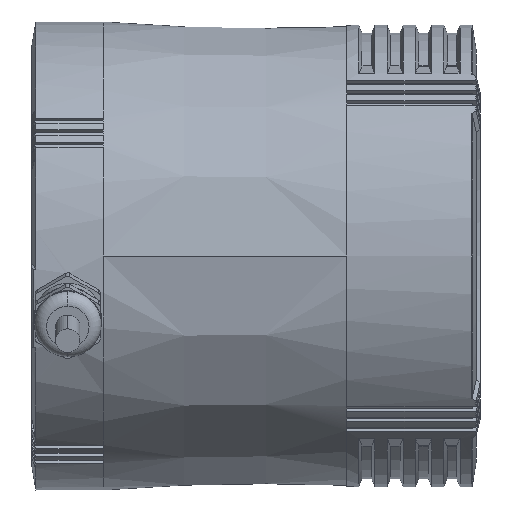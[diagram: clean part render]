
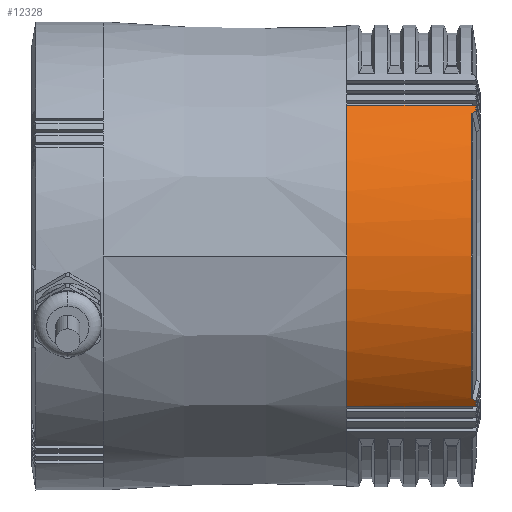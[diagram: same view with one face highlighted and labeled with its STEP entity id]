
A CAD part, left-side view. The second image highlights one B-rep face of the part: STEP entity #12328.
In plain terms, the highlighted cylindrical face has radius 57 mm (diameter 114 mm), a partial arc.
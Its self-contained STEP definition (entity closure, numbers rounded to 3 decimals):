
#388=CARTESIAN_POINT('',(0.,0.,-45.));
#389=DIRECTION('',(0.,0.,-1.));
#390=DIRECTION('',(0.758,0.652,0.));
#391=AXIS2_PLACEMENT_3D('',#388,#389,#390);
#393=CARTESIAN_POINT('',(0.,0.,-45.));
#394=DIRECTION('',(0.,0.,-1.));
#395=DIRECTION('',(1.,0.,0.));
#396=AXIS2_PLACEMENT_3D('',#393,#394,#395);
#3727=CARTESIAN_POINT('',(0.,0.,-76.829));
#3728=DIRECTION('',(0.,0.,1.));
#3729=DIRECTION('',(0.758,-0.652,0.));
#3730=AXIS2_PLACEMENT_3D('',#3727,#3728,#3729);
#3747=CARTESIAN_POINT('',(44.902,-35.111,
-75.829));
#3748=CARTESIAN_POINT('',(44.902,-35.111,
-75.887));
#3749=CARTESIAN_POINT('',(44.903,-35.11,
-75.945));
#3750=CARTESIAN_POINT('',(44.903,-35.11,
-76.002));
#3752=CARTESIAN_POINT('',(44.903,-35.11,
-76.002));
#3753=CARTESIAN_POINT('',(44.847,-35.182,
-76.093));
#3754=CARTESIAN_POINT('',(44.735,-35.324,
-76.277));
#3755=CARTESIAN_POINT('',(44.565,-35.539,
-76.554));
#3756=CARTESIAN_POINT('',(44.45,-35.682,
-76.737));
#3757=CARTESIAN_POINT('',(44.392,-35.754,
-76.829));
#3759=DIRECTION('',(0.,0.,1.));
#3760=VECTOR('',#3759,31.829);
#3761=CARTESIAN_POINT('',(43.198,-37.188,
-76.829));
#3762=LINE('',#3761,#3760);
#3763=DIRECTION('',(0.,0.,-1.));
#3764=VECTOR('',#3763,31.829);
#3765=CARTESIAN_POINT('',(43.198,37.188,-45.));
#3766=LINE('',#3765,#3764);
#3767=CARTESIAN_POINT('',(44.392,35.754,-76.829));
#3768=CARTESIAN_POINT('',(44.449,35.683,-76.738));
#3769=CARTESIAN_POINT('',(44.563,35.541,-76.555));
#3770=CARTESIAN_POINT('',(44.734,35.326,-76.279));
#3771=CARTESIAN_POINT('',(44.846,35.182,-76.094));
#3772=CARTESIAN_POINT('',(44.903,35.11,-76.002));
#3786=CARTESIAN_POINT('',(0.,0.,
-75.829));
#3787=DIRECTION('',(0.,0.,1.));
#3788=DIRECTION('',(0.788,-0.616,0.));
#3789=AXIS2_PLACEMENT_3D('',#3786,#3787,#3788);
#3791=CARTESIAN_POINT('',(0.,0.,
-75.829));
#3792=DIRECTION('',(0.,0.,1.));
#3793=DIRECTION('',(1.,0.,0.));
#3794=AXIS2_PLACEMENT_3D('',#3791,#3792,#3793);
#3831=CARTESIAN_POINT('',(44.903,35.111,-75.829));
#3832=CARTESIAN_POINT('',(44.903,35.111,-75.849));
#3833=CARTESIAN_POINT('',(44.902,35.111,-75.887));
#3834=CARTESIAN_POINT('',(44.901,35.111,-75.944));
#3835=CARTESIAN_POINT('',(44.903,35.11,-75.983));
#3836=CARTESIAN_POINT('',(44.903,35.11,-76.002));
#3858=CARTESIAN_POINT('',(0.,0.,-76.829));
#3859=DIRECTION('',(0.,0.,1.));
#3860=DIRECTION('',(0.779,0.627,0.));
#3861=AXIS2_PLACEMENT_3D('',#3858,#3859,#3860);
#6747=CARTESIAN_POINT('',(43.198,37.188,-45.));
#6748=VERTEX_POINT('',#6747);
#6749=CARTESIAN_POINT('',(57.,0.,-45.));
#6750=VERTEX_POINT('',#6749);
#6751=CARTESIAN_POINT('',(43.198,-37.188,-45.));
#6752=VERTEX_POINT('',#6751);
#7671=CARTESIAN_POINT('',(43.198,-37.188,
-76.829));
#7672=VERTEX_POINT('',#7671);
#7675=CARTESIAN_POINT('',(44.903,-35.11,
-75.829));
#7676=CARTESIAN_POINT('',(57.,0.,
-75.829));
#7677=VERTEX_POINT('',#7675);
#7678=VERTEX_POINT('',#7676);
#7679=CARTESIAN_POINT('',(44.903,35.11,-75.829));
#7680=VERTEX_POINT('',#7679);
#7681=VERTEX_POINT('',#3750);
#7682=VERTEX_POINT('',#3757);
#7683=CARTESIAN_POINT('',(43.198,37.188,-76.829));
#7684=VERTEX_POINT('',#7683);
#7685=CARTESIAN_POINT('',(44.392,35.754,-76.829));
#7686=VERTEX_POINT('',#7685);
#7687=VERTEX_POINT('',#3772);
#12302=CARTESIAN_POINT('',(0.,0.,-79.85));
#12303=DIRECTION('',(0.,0.,1.));
#12304=DIRECTION('',(-1.,0.,0.));
#12305=AXIS2_PLACEMENT_3D('',#12302,#12303,#12304);
#12306=CYLINDRICAL_SURFACE('',#12305,57.);
#12308=ORIENTED_EDGE('',*,*,#12307,.F.);
#12310=ORIENTED_EDGE('',*,*,#12309,.F.);
#12312=ORIENTED_EDGE('',*,*,#12311,.T.);
#12313=ORIENTED_EDGE('',*,*,#12289,.T.);
#12314=ORIENTED_EDGE('',*,*,#12267,.F.);
#12315=ORIENTED_EDGE('',*,*,#8667,.T.);
#12316=ORIENTED_EDGE('',*,*,#8696,.F.);
#12317=ORIENTED_EDGE('',*,*,#8694,.F.);
#12319=ORIENTED_EDGE('',*,*,#12318,.T.);
#12321=ORIENTED_EDGE('',*,*,#12320,.F.);
#12323=ORIENTED_EDGE('',*,*,#12322,.T.);
#12325=ORIENTED_EDGE('',*,*,#12324,.F.);
#12326=EDGE_LOOP('',(#12308,#12310,#12312,#12313,#12314,#12315,#12316,#12317,
#12319,#12321,#12323,#12325));
#12327=FACE_OUTER_BOUND('',#12326,.F.);
#12328=ADVANCED_FACE('',(#12327),#12306,.T.);
#392=CIRCLE('',#391,57.);
#397=CIRCLE('',#396,57.);
#3731=CIRCLE('',#3730,57.);
#3751=B_SPLINE_CURVE_WITH_KNOTS('',3,(#3747,#3748,#3749,#3750),.UNSPECIFIED.,
.F.,.F.,(4,4),(0.,1.),.UNSPECIFIED.);
#3758=B_SPLINE_CURVE_WITH_KNOTS('',3,(#3752,#3753,#3754,#3755,#3756,#3757),
.UNSPECIFIED.,.F.,.F.,(4,1,1,4),(0.,0.333,0.667,1.),
.UNSPECIFIED.);
#3773=B_SPLINE_CURVE_WITH_KNOTS('',3,(#3767,#3768,#3769,#3770,#3771,#3772),
.UNSPECIFIED.,.F.,.F.,(4,1,1,4),(0.,0.333,0.667,1.),
.UNSPECIFIED.);
#3790=CIRCLE('',#3789,57.);
#3795=CIRCLE('',#3794,57.);
#3837=B_SPLINE_CURVE_WITH_KNOTS('',3,(#3831,#3832,#3833,#3834,#3835,#3836),
.UNSPECIFIED.,.F.,.F.,(4,1,1,4),(0.,0.333,0.667,1.),
.UNSPECIFIED.);
#3862=CIRCLE('',#3861,57.);
#8667=EDGE_CURVE('',#7672,#6752,#3762,.T.);
#8694=EDGE_CURVE('',#6748,#6750,#392,.T.);
#8696=EDGE_CURVE('',#6750,#6752,#397,.T.);
#12267=EDGE_CURVE('',#7672,#7682,#3731,.T.);
#12289=EDGE_CURVE('',#7681,#7682,#3758,.T.);
#12307=EDGE_CURVE('',#7678,#7680,#3795,.T.);
#12309=EDGE_CURVE('',#7677,#7678,#3790,.T.);
#12311=EDGE_CURVE('',#7677,#7681,#3751,.T.);
#12318=EDGE_CURVE('',#6748,#7684,#3766,.T.);
#12320=EDGE_CURVE('',#7686,#7684,#3862,.T.);
#12322=EDGE_CURVE('',#7686,#7687,#3773,.T.);
#12324=EDGE_CURVE('',#7680,#7687,#3837,.T.);
